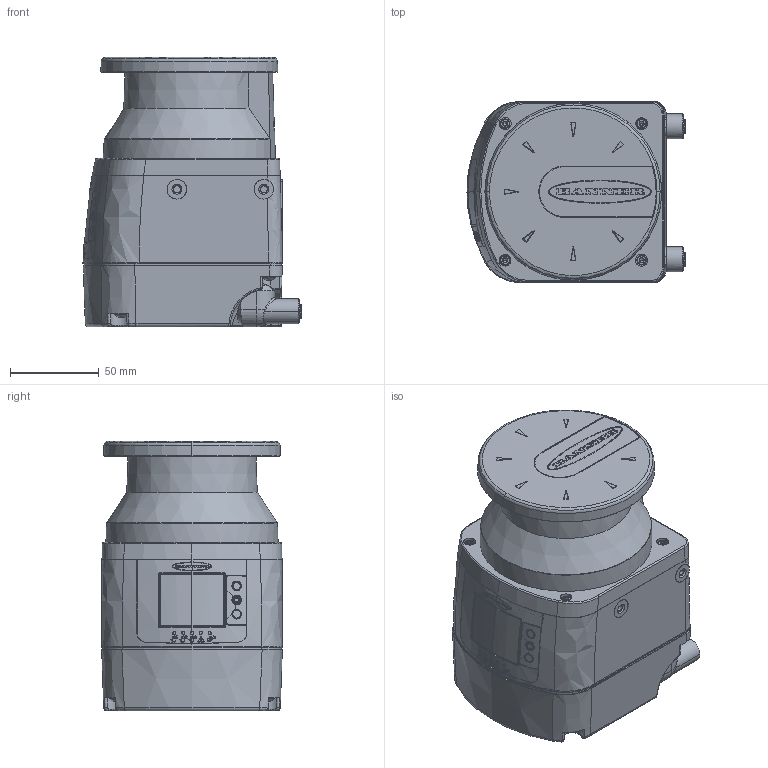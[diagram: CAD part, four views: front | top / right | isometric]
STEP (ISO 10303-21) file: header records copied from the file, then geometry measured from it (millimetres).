
FILE_DESCRIPTION((''),'2;1');
FILE_NAME('211712_ASM','2022-05-12T14:35:41',('PDMAdmin'),('BANNER ENGINEERING'),'CREO PARAMETRIC BY PTC INC, 2019292','CREO PARAMETRIC BY PTC INC, 2019292','');
FILE_SCHEMA(('CONFIG_CONTROL_DESIGN'));
Products named in the file (8): MBRA14187547UCTJ_3_AF0; MBRA14187547UCTJ_AF0_ASM; 211712_TOP_ASM; 211712_BOTTOM; 211712_CONNECTOR_8PIN; 211712_CONNECTOR_4PIN; M4X6_HEX_BHCS; 211712_ASM
Assembly tree (10 placements, depth 4):
  211712_ASM
    211712_TOP_ASM
      MBRA14187547UCTJ_AF0_ASM
        MBRA14187547UCTJ_3_AF0
    211712_BOTTOM
    211712_CONNECTOR_8PIN
    211712_CONNECTOR_4PIN
    M4X6_HEX_BHCS  x4
Bounding box: 123 x 102 x 152.15 mm (x, y, z)
Volume: 369547.3 mm3; surface area: 111813.5 mm2
Topology: 8 solids, 9 shells, 1559 faces, 4241 edges, 2775 vertices
Faces by surface type: plane 684, cylinder 286, bspline 277, cone 124, extrusion 116, torus 66, sphere 6
Entity records: 63145 total; most frequent: CARTESIAN_POINT 27809, ORIENTED_EDGE 8200, DIRECTION 5865, EDGE_CURVE 4100, VERTEX_POINT 2703, VECTOR 2097, LINE 1981, AXIS2_PLACEMENT_3D 1884
